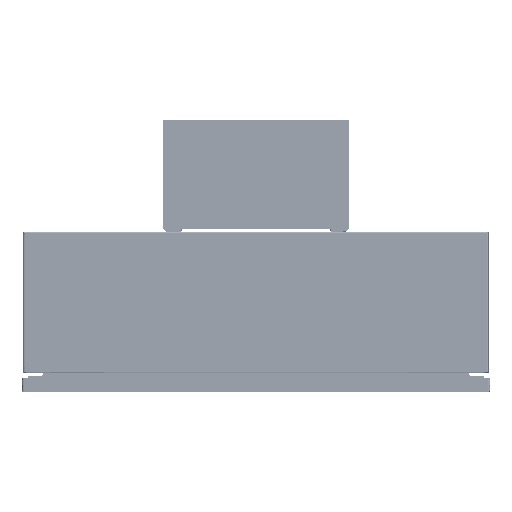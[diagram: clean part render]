
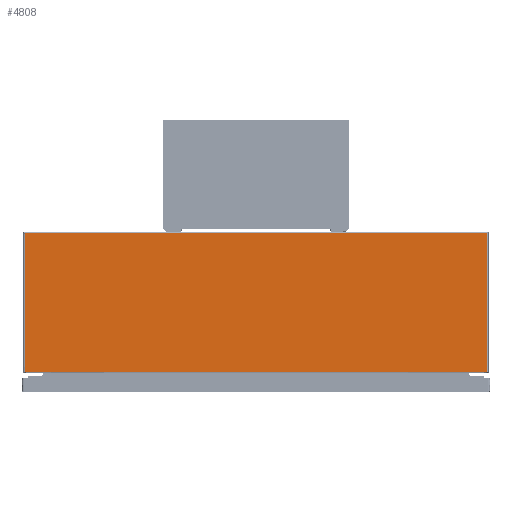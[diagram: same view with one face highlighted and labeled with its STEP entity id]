
A CAD part, front view. The second image highlights one B-rep face of the part: STEP entity #4808.
In plain terms, the highlighted planar face has unit normal (0, -1, 0).
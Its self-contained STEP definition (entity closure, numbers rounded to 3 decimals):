
#4808=ADVANCED_FACE('',(#7894),#52972,.T.);
#7894=FACE_OUTER_BOUND('',#10980,.T.);
#10980=EDGE_LOOP('',(#27170,#27171,#27172,#27173));
#27170=ORIENTED_EDGE('',*,*,#35894,.T.);
#27171=ORIENTED_EDGE('',*,*,#35895,.T.);
#27172=ORIENTED_EDGE('',*,*,#35896,.T.);
#27173=ORIENTED_EDGE('',*,*,#35897,.T.);
#35894=EDGE_CURVE('',#49806,#49807,#44233,.T.);
#35895=EDGE_CURVE('',#49807,#49808,#44234,.T.);
#35896=EDGE_CURVE('',#49808,#49809,#44235,.T.);
#35897=EDGE_CURVE('',#49809,#49806,#44236,.T.);
#44233=B_SPLINE_CURVE_WITH_KNOTS('',1,(#84056,#84057),.UNSPECIFIED.,.F.,
 .F.,(2,2),(0.,29.993),.UNSPECIFIED.);
#44234=B_SPLINE_CURVE_WITH_KNOTS('',1,(#84058,#84059),.UNSPECIFIED.,.F.,
 .F.,(2,2),(0.,99.502),.UNSPECIFIED.);
#44235=B_SPLINE_CURVE_WITH_KNOTS('',1,(#84060,#84061),.UNSPECIFIED.,.F.,
 .F.,(2,2),(0.,29.993),.UNSPECIFIED.);
#44236=B_SPLINE_CURVE_WITH_KNOTS('',1,(#84062,#84063),.UNSPECIFIED.,.F.,
 .F.,(2,2),(0.,99.502),.UNSPECIFIED.);
#49806=VERTEX_POINT('',#84031);
#49807=VERTEX_POINT('',#84032);
#49808=VERTEX_POINT('',#84033);
#49809=VERTEX_POINT('',#84034);
#52972=PLANE('',#55992);
#55992=AXIS2_PLACEMENT_3D('',#83697,#58996,$);
#58996=DIRECTION('',(0.,-1.,0.));
#83697=CARTESIAN_POINT('',(-60.901,-581.,3.95));
#84031=CARTESIAN_POINT('',(49.751,-581.,-30.242));
#84032=CARTESIAN_POINT('',(49.751,-581.,-0.249));
#84033=CARTESIAN_POINT('',(-49.751,-581.,-0.249));
#84034=CARTESIAN_POINT('',(-49.751,-581.,-30.242));
#84056=CARTESIAN_POINT('',(49.751,-581.,-30.242));
#84057=CARTESIAN_POINT('',(49.751,-581.,-0.249));
#84058=CARTESIAN_POINT('',(49.751,-581.,-0.249));
#84059=CARTESIAN_POINT('',(-49.751,-581.,-0.249));
#84060=CARTESIAN_POINT('',(-49.751,-581.,-0.249));
#84061=CARTESIAN_POINT('',(-49.751,-581.,-30.242));
#84062=CARTESIAN_POINT('',(-49.751,-581.,-30.242));
#84063=CARTESIAN_POINT('',(49.751,-581.,-30.242));
